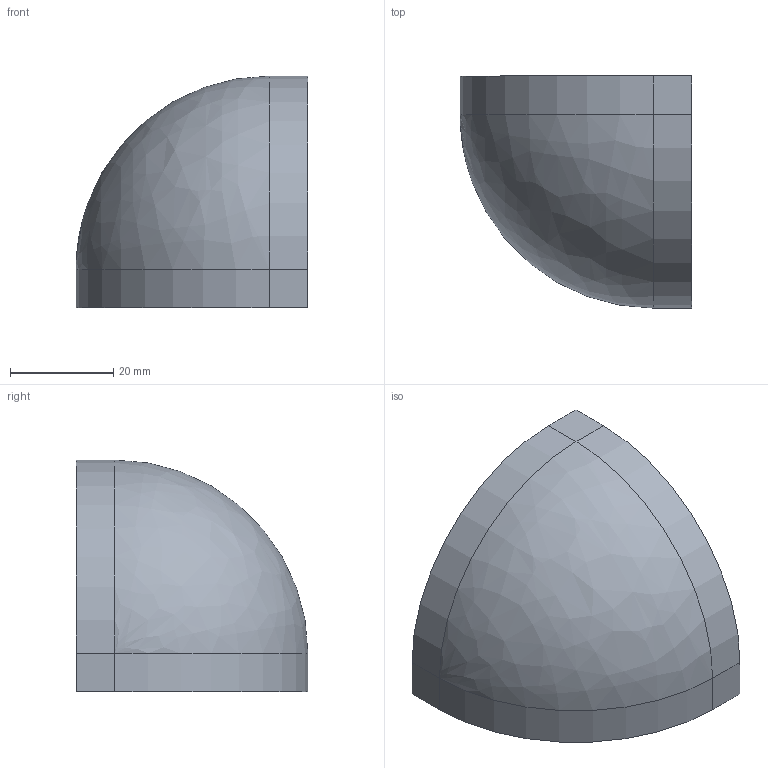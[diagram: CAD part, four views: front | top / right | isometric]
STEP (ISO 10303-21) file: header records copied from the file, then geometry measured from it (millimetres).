
FILE_DESCRIPTION (( 'STEP AP214' ), '1' );
FILE_NAME ('6261451', '2019-02-04T08:08:34', ( '' ), ('JUGARD+KÜNSTNER GmbH'), 'SwSTEP 2.0', 'SolidWorks 2017', '' );
FILE_SCHEMA (( 'AUTOMOTIVE_DESIGN' ));
Length unit declared in the file: millimetre
Products named in the file (1): 6261451_CNAJF00
Bounding box: 45 x 45 x 45 mm (x, y, z)
Volume: 10434.1 mm3; surface area: 7604.7 mm2
Topology: 1 solids, 1 shells, 17 faces, 40 edges, 24 vertices
Faces by surface type: plane 9, cylinder 6, bspline 2
Entity records: 533 total; most frequent: CARTESIAN_POINT 111, DIRECTION 83, ORIENTED_EDGE 78, EDGE_CURVE 39, AXIS2_PLACEMENT_3D 28, LINE 27, VECTOR 27, VERTEX_POINT 24
